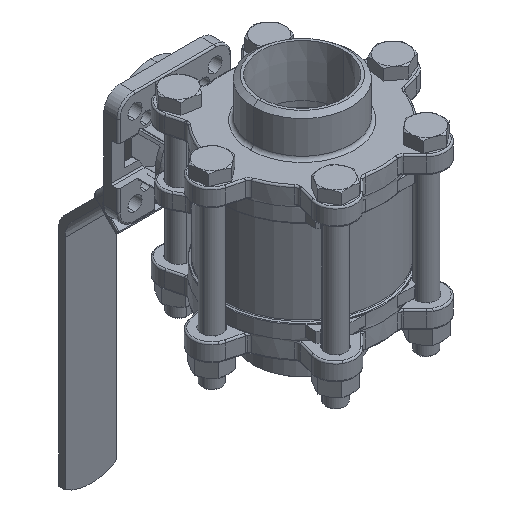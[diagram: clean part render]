
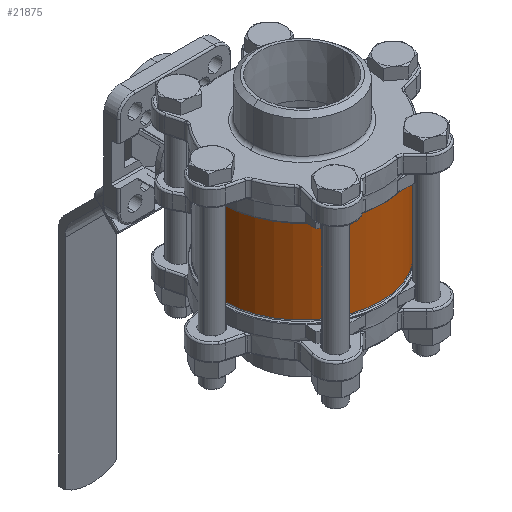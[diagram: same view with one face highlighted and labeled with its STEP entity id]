
A CAD part, isometric view. The second image highlights one B-rep face of the part: STEP entity #21875.
In plain terms, the highlighted cylindrical face has radius 48.5 mm (diameter 97 mm), a partial arc.
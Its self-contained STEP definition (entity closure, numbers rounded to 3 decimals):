
#4369 = VERTEX_POINT ( 'NONE', #15987 ) ;
#4371 = EDGE_CURVE ( 'NONE', #4372, #4369, #15986, .T. ) ;
#4372 = VERTEX_POINT ( 'NONE', #15981 ) ;
#4421 = VERTEX_POINT ( 'NONE', #16075 ) ;
#4423 = EDGE_CURVE ( 'NONE', #4424, #4421, #16074, .T. ) ;
#4424 = VERTEX_POINT ( 'NONE', #16069 ) ;
#8325 = EDGE_CURVE ( 'NONE', #4424, #4369, #17674, .T. ) ;
#8329 = EDGE_CURVE ( 'NONE', #4421, #4372, #17665, .T. ) ;
#15981 = CARTESIAN_POINT ( 'NONE',  ( -48.5, 0., -25.87 ) ) ;
#15982 = DIRECTION ( 'NONE',  ( -1., 0., 0. ) ) ;
#15983 = DIRECTION ( 'NONE',  ( 0., 0., 1. ) ) ;
#15984 = CARTESIAN_POINT ( 'NONE',  ( 0., 0., -25.87 ) ) ;
#15985 = AXIS2_PLACEMENT_3D ( 'NONE', #15984, #15983, #15982 ) ;
#15986 = CIRCLE ( 'NONE', #15985, 48.5 ) ;
#15987 = CARTESIAN_POINT ( 'NONE',  ( 48.5, 0., -25.87 ) ) ;
#16069 = CARTESIAN_POINT ( 'NONE',  ( 48.5, 0., 25.87 ) ) ;
#16070 = DIRECTION ( 'NONE',  ( 1., 0., 0. ) ) ;
#16071 = DIRECTION ( 'NONE',  ( 0., 0., -1. ) ) ;
#16072 = CARTESIAN_POINT ( 'NONE',  ( 0., 0., 25.87 ) ) ;
#16073 = AXIS2_PLACEMENT_3D ( 'NONE', #16072, #16071, #16070 ) ;
#16074 = CIRCLE ( 'NONE', #16073, 48.5 ) ;
#16075 = CARTESIAN_POINT ( 'NONE',  ( -48.5, 0., 25.87 ) ) ;
#17662 = DIRECTION ( 'NONE',  ( 0., 0., -1. ) ) ;
#17663 = VECTOR ( 'NONE', #17662, 1000. ) ;
#17664 = CARTESIAN_POINT ( 'NONE',  ( -48.5, 0., 26.346 ) ) ;
#17665 = LINE ( 'NONE', #17664, #17663 ) ;
#17671 = DIRECTION ( 'NONE',  ( 0., 0., -1. ) ) ;
#17672 = VECTOR ( 'NONE', #17671, 1000. ) ;
#17673 = CARTESIAN_POINT ( 'NONE',  ( 48.5, 0., 26.346 ) ) ;
#17674 = LINE ( 'NONE', #17673, #17672 ) ;
#19018 = DIRECTION ( 'NONE',  ( 0., 0., -1. ) ) ;
#19019 = CARTESIAN_POINT ( 'NONE',  ( 0., 0., 26.346 ) ) ;
#19020 = AXIS2_PLACEMENT_3D ( 'NONE', #19019, #19018, #19066 ) ;
#19021 = FACE_OUTER_BOUND ( 'NONE', #22086, .T. ) ;
#19037 = CYLINDRICAL_SURFACE ( 'NONE', #19020, 48.5 ) ;
#19066 = DIRECTION ( 'NONE',  ( -1., 0., 0. ) ) ;
#21844 = ORIENTED_EDGE ( 'NONE', *, *, #8329, .T. ) ;
#21846 = ORIENTED_EDGE ( 'NONE', *, *, #4371, .T. ) ;
#21874 = ORIENTED_EDGE ( 'NONE', *, *, #8325, .F. ) ;
#21875 = ADVANCED_FACE ( 'NONE', ( #19021 ), #19037, .T. ) ;
#21876 = ORIENTED_EDGE ( 'NONE', *, *, #4423, .T. ) ;
#22086 = EDGE_LOOP ( 'NONE', ( #21874, #21876, #21844, #21846 ) ) ;
